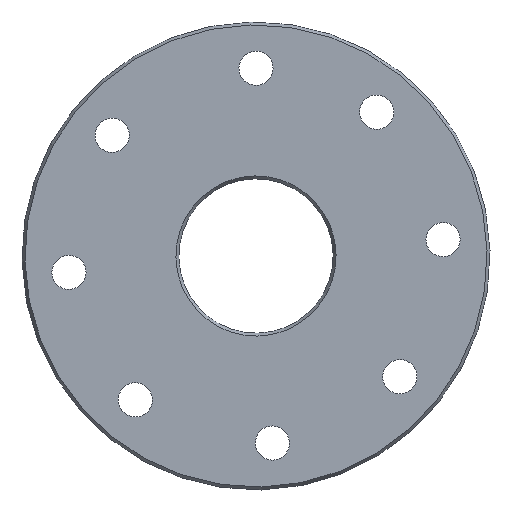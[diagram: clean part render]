
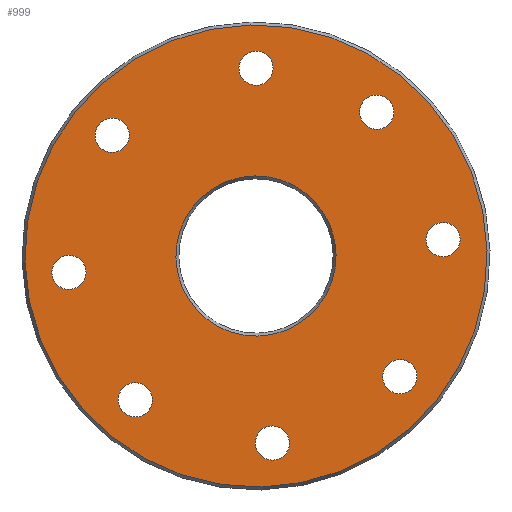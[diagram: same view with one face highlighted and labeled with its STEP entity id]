
A CAD part, left-side view. The second image highlights one B-rep face of the part: STEP entity #999.
In plain terms, the highlighted planar face has unit normal (-1, 0, 0).
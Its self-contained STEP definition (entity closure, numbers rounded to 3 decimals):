
#61=CARTESIAN_POINT('Vertex',(69.5,25.044,25.055)) ;
#66=CARTESIAN_POINT('Axis2P3D Location',(69.5,27.961,23.462)) ;
#70=CARTESIAN_POINT('Vertex',(69.5,30.877,21.868)) ;
#269=CARTESIAN_POINT('Axis2P3D Location',(69.5,27.961,23.462)) ;
#376=CARTESIAN_POINT('Vertex',(69.5,-39.423,-21.537)) ;
#379=CARTESIAN_POINT('Axis2P3D Location',(69.5,0.,0.)) ;
#383=CARTESIAN_POINT('Vertex',(69.5,39.423,21.537)) ;
#398=CARTESIAN_POINT('Axis2P3D Location',(69.5,0.,0.)) ;
#415=CARTESIAN_POINT('Axis2P3D Location',(69.5,0.,0.)) ;
#419=CARTESIAN_POINT('Vertex',(69.5,13.67,7.468)) ;
#421=CARTESIAN_POINT('Vertex',(69.5,-13.67,-7.468)) ;
#450=CARTESIAN_POINT('Axis2P3D Location',(69.5,0.,0.)) ;
#662=CARTESIAN_POINT('Vertex',(69.5,-2.917,38.093)) ;
#665=CARTESIAN_POINT('Axis2P3D Location',(69.5,0.,36.5)) ;
#669=CARTESIAN_POINT('Vertex',(69.5,2.917,34.907)) ;
#684=CARTESIAN_POINT('Axis2P3D Location',(69.5,0.,36.5)) ;
#705=CARTESIAN_POINT('Vertex',(69.5,-26.378,29.554)) ;
#708=CARTESIAN_POINT('Axis2P3D Location',(69.5,-23.462,27.961)) ;
#712=CARTESIAN_POINT('Vertex',(69.5,-20.545,26.367)) ;
#727=CARTESIAN_POINT('Axis2P3D Location',(69.5,-23.462,27.961)) ;
#748=CARTESIAN_POINT('Vertex',(69.5,-39.278,4.775)) ;
#751=CARTESIAN_POINT('Axis2P3D Location',(69.5,-36.361,3.181)) ;
#755=CARTESIAN_POINT('Vertex',(69.5,-33.444,1.588)) ;
#770=CARTESIAN_POINT('Axis2P3D Location',(69.5,-36.361,3.181)) ;
#791=CARTESIAN_POINT('Vertex',(69.5,-30.877,-21.868)) ;
#794=CARTESIAN_POINT('Axis2P3D Location',(69.5,-27.961,-23.462)) ;
#798=CARTESIAN_POINT('Vertex',(69.5,-25.044,-25.055)) ;
#813=CARTESIAN_POINT('Axis2P3D Location',(69.5,-27.961,-23.462)) ;
#834=CARTESIAN_POINT('Vertex',(69.5,-6.098,-34.768)) ;
#837=CARTESIAN_POINT('Axis2P3D Location',(69.5,-3.181,-36.361)) ;
#841=CARTESIAN_POINT('Vertex',(69.5,-0.265,-37.954)) ;
#856=CARTESIAN_POINT('Axis2P3D Location',(69.5,-3.181,-36.361)) ;
#877=CARTESIAN_POINT('Vertex',(69.5,20.545,-26.367)) ;
#880=CARTESIAN_POINT('Axis2P3D Location',(69.5,23.462,-27.961)) ;
#884=CARTESIAN_POINT('Vertex',(69.5,26.378,-29.554)) ;
#899=CARTESIAN_POINT('Axis2P3D Location',(69.5,23.462,-27.961)) ;
#920=CARTESIAN_POINT('Vertex',(69.5,33.444,-1.588)) ;
#923=CARTESIAN_POINT('Axis2P3D Location',(69.5,36.361,-3.181)) ;
#927=CARTESIAN_POINT('Vertex',(69.5,39.278,-4.775)) ;
#942=CARTESIAN_POINT('Axis2P3D Location',(69.5,36.361,-3.181)) ;
#954=CARTESIAN_POINT('Axis2P3D Location',(69.5,44.923,0.)) ;
#67=DIRECTION('Axis2P3D Direction',(-1.,0.,-0.)) ;
#270=DIRECTION('Axis2P3D Direction',(-1.,0.,-0.)) ;
#380=DIRECTION('Axis2P3D Direction',(1.,0.,0.)) ;
#399=DIRECTION('Axis2P3D Direction',(1.,0.,0.)) ;
#416=DIRECTION('Axis2P3D Direction',(-1.,0.,0.)) ;
#451=DIRECTION('Axis2P3D Direction',(-1.,0.,0.)) ;
#666=DIRECTION('Axis2P3D Direction',(-1.,0.,-0.)) ;
#685=DIRECTION('Axis2P3D Direction',(-1.,0.,-0.)) ;
#709=DIRECTION('Axis2P3D Direction',(-1.,0.,-0.)) ;
#728=DIRECTION('Axis2P3D Direction',(-1.,0.,-0.)) ;
#752=DIRECTION('Axis2P3D Direction',(-1.,0.,-0.)) ;
#771=DIRECTION('Axis2P3D Direction',(-1.,0.,-0.)) ;
#795=DIRECTION('Axis2P3D Direction',(-1.,0.,-0.)) ;
#814=DIRECTION('Axis2P3D Direction',(-1.,0.,-0.)) ;
#838=DIRECTION('Axis2P3D Direction',(-1.,0.,-0.)) ;
#857=DIRECTION('Axis2P3D Direction',(-1.,0.,-0.)) ;
#881=DIRECTION('Axis2P3D Direction',(-1.,0.,-0.)) ;
#900=DIRECTION('Axis2P3D Direction',(-1.,0.,-0.)) ;
#924=DIRECTION('Axis2P3D Direction',(-1.,0.,-0.)) ;
#943=DIRECTION('Axis2P3D Direction',(-1.,0.,-0.)) ;
#955=DIRECTION('Axis2P3D Direction',(1.,0.,0.)) ;
#956=DIRECTION('Axis2P3D XDirection',(0.,1.,0.)) ;
#68=AXIS2_PLACEMENT_3D('Circle Axis2P3D',#66,#67,$) ;
#271=AXIS2_PLACEMENT_3D('Circle Axis2P3D',#269,#270,$) ;
#381=AXIS2_PLACEMENT_3D('Circle Axis2P3D',#379,#380,$) ;
#400=AXIS2_PLACEMENT_3D('Circle Axis2P3D',#398,#399,$) ;
#417=AXIS2_PLACEMENT_3D('Circle Axis2P3D',#415,#416,$) ;
#452=AXIS2_PLACEMENT_3D('Circle Axis2P3D',#450,#451,$) ;
#667=AXIS2_PLACEMENT_3D('Circle Axis2P3D',#665,#666,$) ;
#686=AXIS2_PLACEMENT_3D('Circle Axis2P3D',#684,#685,$) ;
#710=AXIS2_PLACEMENT_3D('Circle Axis2P3D',#708,#709,$) ;
#729=AXIS2_PLACEMENT_3D('Circle Axis2P3D',#727,#728,$) ;
#753=AXIS2_PLACEMENT_3D('Circle Axis2P3D',#751,#752,$) ;
#772=AXIS2_PLACEMENT_3D('Circle Axis2P3D',#770,#771,$) ;
#796=AXIS2_PLACEMENT_3D('Circle Axis2P3D',#794,#795,$) ;
#815=AXIS2_PLACEMENT_3D('Circle Axis2P3D',#813,#814,$) ;
#839=AXIS2_PLACEMENT_3D('Circle Axis2P3D',#837,#838,$) ;
#858=AXIS2_PLACEMENT_3D('Circle Axis2P3D',#856,#857,$) ;
#882=AXIS2_PLACEMENT_3D('Circle Axis2P3D',#880,#881,$) ;
#901=AXIS2_PLACEMENT_3D('Circle Axis2P3D',#899,#900,$) ;
#925=AXIS2_PLACEMENT_3D('Circle Axis2P3D',#923,#924,$) ;
#944=AXIS2_PLACEMENT_3D('Circle Axis2P3D',#942,#943,$) ;
#957=AXIS2_PLACEMENT_3D('Plane Axis2P3D',#954,#955,#956) ;
#960=ORIENTED_EDGE('',*,*,#402,.F.) ;
#961=ORIENTED_EDGE('',*,*,#385,.F.) ;
#964=ORIENTED_EDGE('',*,*,#72,.T.) ;
#965=ORIENTED_EDGE('',*,*,#273,.T.) ;
#968=ORIENTED_EDGE('',*,*,#929,.T.) ;
#969=ORIENTED_EDGE('',*,*,#946,.T.) ;
#972=ORIENTED_EDGE('',*,*,#886,.T.) ;
#973=ORIENTED_EDGE('',*,*,#903,.T.) ;
#976=ORIENTED_EDGE('',*,*,#843,.T.) ;
#977=ORIENTED_EDGE('',*,*,#860,.T.) ;
#980=ORIENTED_EDGE('',*,*,#800,.T.) ;
#981=ORIENTED_EDGE('',*,*,#817,.T.) ;
#984=ORIENTED_EDGE('',*,*,#757,.T.) ;
#985=ORIENTED_EDGE('',*,*,#774,.T.) ;
#988=ORIENTED_EDGE('',*,*,#714,.T.) ;
#989=ORIENTED_EDGE('',*,*,#731,.T.) ;
#992=ORIENTED_EDGE('',*,*,#671,.T.) ;
#993=ORIENTED_EDGE('',*,*,#688,.T.) ;
#996=ORIENTED_EDGE('',*,*,#454,.T.) ;
#997=ORIENTED_EDGE('',*,*,#423,.T.) ;
#966=FACE_BOUND('',#963,.T.) ;
#970=FACE_BOUND('',#967,.T.) ;
#974=FACE_BOUND('',#971,.T.) ;
#978=FACE_BOUND('',#975,.T.) ;
#982=FACE_BOUND('',#979,.T.) ;
#986=FACE_BOUND('',#983,.T.) ;
#990=FACE_BOUND('',#987,.T.) ;
#994=FACE_BOUND('',#991,.T.) ;
#998=FACE_BOUND('',#995,.T.) ;
#999=ADVANCED_FACE('Corps principal',(#962,#966,#970,#974,#978,#982,#986,#990,#994,#998),#958,.F.) ;
#69=CIRCLE('generated circle',#68,3.324) ;
#272=CIRCLE('generated circle',#271,3.324) ;
#382=CIRCLE('generated circle',#381,44.923) ;
#401=CIRCLE('generated circle',#400,44.923) ;
#418=CIRCLE('generated circle',#417,15.577) ;
#453=CIRCLE('generated circle',#452,15.577) ;
#668=CIRCLE('generated circle',#667,3.324) ;
#687=CIRCLE('generated circle',#686,3.324) ;
#711=CIRCLE('generated circle',#710,3.324) ;
#730=CIRCLE('generated circle',#729,3.324) ;
#754=CIRCLE('generated circle',#753,3.324) ;
#773=CIRCLE('generated circle',#772,3.324) ;
#797=CIRCLE('generated circle',#796,3.324) ;
#816=CIRCLE('generated circle',#815,3.324) ;
#840=CIRCLE('generated circle',#839,3.324) ;
#859=CIRCLE('generated circle',#858,3.324) ;
#883=CIRCLE('generated circle',#882,3.324) ;
#902=CIRCLE('generated circle',#901,3.324) ;
#926=CIRCLE('generated circle',#925,3.324) ;
#945=CIRCLE('generated circle',#944,3.324) ;
#72=EDGE_CURVE('',#71,#62,#69,.F.) ;
#273=EDGE_CURVE('',#62,#71,#272,.F.) ;
#385=EDGE_CURVE('',#377,#384,#382,.T.) ;
#402=EDGE_CURVE('',#384,#377,#401,.T.) ;
#423=EDGE_CURVE('',#420,#422,#418,.F.) ;
#454=EDGE_CURVE('',#422,#420,#453,.F.) ;
#671=EDGE_CURVE('',#670,#663,#668,.F.) ;
#688=EDGE_CURVE('',#663,#670,#687,.F.) ;
#714=EDGE_CURVE('',#713,#706,#711,.F.) ;
#731=EDGE_CURVE('',#706,#713,#730,.F.) ;
#757=EDGE_CURVE('',#756,#749,#754,.F.) ;
#774=EDGE_CURVE('',#749,#756,#773,.F.) ;
#800=EDGE_CURVE('',#799,#792,#797,.F.) ;
#817=EDGE_CURVE('',#792,#799,#816,.F.) ;
#843=EDGE_CURVE('',#842,#835,#840,.F.) ;
#860=EDGE_CURVE('',#835,#842,#859,.F.) ;
#886=EDGE_CURVE('',#885,#878,#883,.F.) ;
#903=EDGE_CURVE('',#878,#885,#902,.F.) ;
#929=EDGE_CURVE('',#928,#921,#926,.F.) ;
#946=EDGE_CURVE('',#921,#928,#945,.F.) ;
#959=EDGE_LOOP('',(#960,#961)) ;
#963=EDGE_LOOP('',(#964,#965)) ;
#967=EDGE_LOOP('',(#968,#969)) ;
#971=EDGE_LOOP('',(#972,#973)) ;
#975=EDGE_LOOP('',(#976,#977)) ;
#979=EDGE_LOOP('',(#980,#981)) ;
#983=EDGE_LOOP('',(#984,#985)) ;
#987=EDGE_LOOP('',(#988,#989)) ;
#991=EDGE_LOOP('',(#992,#993)) ;
#995=EDGE_LOOP('',(#996,#997)) ;
#962=FACE_OUTER_BOUND('',#959,.T.) ;
#958=PLANE('',#957) ;
#62=VERTEX_POINT('',#61) ;
#71=VERTEX_POINT('',#70) ;
#377=VERTEX_POINT('',#376) ;
#384=VERTEX_POINT('',#383) ;
#420=VERTEX_POINT('',#419) ;
#422=VERTEX_POINT('',#421) ;
#663=VERTEX_POINT('',#662) ;
#670=VERTEX_POINT('',#669) ;
#706=VERTEX_POINT('',#705) ;
#713=VERTEX_POINT('',#712) ;
#749=VERTEX_POINT('',#748) ;
#756=VERTEX_POINT('',#755) ;
#792=VERTEX_POINT('',#791) ;
#799=VERTEX_POINT('',#798) ;
#835=VERTEX_POINT('',#834) ;
#842=VERTEX_POINT('',#841) ;
#878=VERTEX_POINT('',#877) ;
#885=VERTEX_POINT('',#884) ;
#921=VERTEX_POINT('',#920) ;
#928=VERTEX_POINT('',#927) ;
